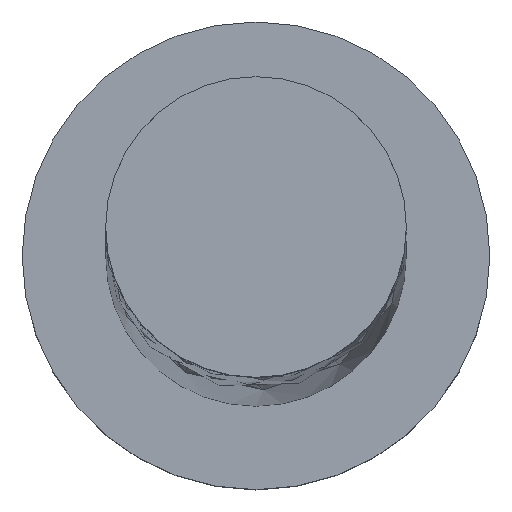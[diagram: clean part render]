
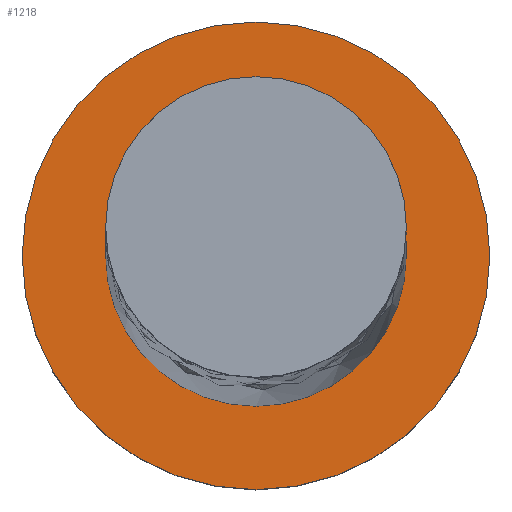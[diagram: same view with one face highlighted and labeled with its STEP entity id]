
A CAD part, top view. The second image highlights one B-rep face of the part: STEP entity #1218.
In plain terms, the highlighted planar face has unit normal (0, 0, 1).
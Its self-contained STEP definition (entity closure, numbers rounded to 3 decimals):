
#27 = AXIS2_PLACEMENT_3D ( 'NONE', #158, #1838, #480 ) ;
#97 = ORIENTED_EDGE ( 'NONE', *, *, #282, .F. ) ;
#158 = CARTESIAN_POINT ( 'NONE',  ( 0., 0., 5. ) ) ;
#230 = DIRECTION ( 'NONE',  ( 1., 0., 0. ) ) ;
#232 = ORIENTED_EDGE ( 'NONE', *, *, #704, .T. ) ;
#282 = EDGE_CURVE ( 'NONE', #982, #719, #641, .T. ) ;
#319 = CARTESIAN_POINT ( 'NONE',  ( 7., 0., 5. ) ) ;
#328 = ORIENTED_EDGE ( 'NONE', *, *, #1244, .T. ) ;
#340 = DIRECTION ( 'NONE',  ( 0., 0., 1. ) ) ;
#348 = FACE_OUTER_BOUND ( 'NONE', #814, .T. ) ;
#425 = CARTESIAN_POINT ( 'NONE',  ( 0., 0., 5. ) ) ;
#457 = CARTESIAN_POINT ( 'NONE',  ( -7., 0., 5. ) ) ;
#471 = CIRCLE ( 'NONE', #1577, 4.5 ) ;
#480 = DIRECTION ( 'NONE',  ( 1., 0., 0. ) ) ;
#506 = CIRCLE ( 'NONE', #1348, 7. ) ;
#514 = EDGE_CURVE ( 'NONE', #719, #982, #471, .T. ) ;
#634 = CIRCLE ( 'NONE', #1104, 7. ) ;
#641 = CIRCLE ( 'NONE', #27, 4.5 ) ;
#644 = PLANE ( 'NONE',  #858 ) ;
#655 = CARTESIAN_POINT ( 'NONE',  ( 0., 0., 5. ) ) ;
#704 = EDGE_CURVE ( 'NONE', #863, #1190, #506, .T. ) ;
#719 = VERTEX_POINT ( 'NONE', #1440 ) ;
#804 = FACE_BOUND ( 'NONE', #1483, .T. ) ;
#814 = EDGE_LOOP ( 'NONE', ( #232, #328 ) ) ;
#858 = AXIS2_PLACEMENT_3D ( 'NONE', #1705, #340, #947 ) ;
#863 = VERTEX_POINT ( 'NONE', #457 ) ;
#947 = DIRECTION ( 'NONE',  ( 1., 0., 0. ) ) ;
#982 = VERTEX_POINT ( 'NONE', #1208 ) ;
#1030 = DIRECTION ( 'NONE',  ( 1., 0., 0. ) ) ;
#1104 = AXIS2_PLACEMENT_3D ( 'NONE', #1551, #1224, #1866 ) ;
#1190 = VERTEX_POINT ( 'NONE', #319 ) ;
#1208 = CARTESIAN_POINT ( 'NONE',  ( -4.5, 0., 5. ) ) ;
#1218 = ADVANCED_FACE ( 'NONE', ( #804, #348 ), #644, .T. ) ;
#1224 = DIRECTION ( 'NONE',  ( 0., 0., 1. ) ) ;
#1244 = EDGE_CURVE ( 'NONE', #1190, #863, #634, .T. ) ;
#1348 = AXIS2_PLACEMENT_3D ( 'NONE', #655, #1868, #230 ) ;
#1440 = CARTESIAN_POINT ( 'NONE',  ( 4.5, 0., 5. ) ) ;
#1483 = EDGE_LOOP ( 'NONE', ( #97, #1555 ) ) ;
#1551 = CARTESIAN_POINT ( 'NONE',  ( 0., 0., 5. ) ) ;
#1555 = ORIENTED_EDGE ( 'NONE', *, *, #514, .F. ) ;
#1577 = AXIS2_PLACEMENT_3D ( 'NONE', #425, #1647, #1030 ) ;
#1647 = DIRECTION ( 'NONE',  ( 0., 0., 1. ) ) ;
#1705 = CARTESIAN_POINT ( 'NONE',  ( 0., 0., 5. ) ) ;
#1838 = DIRECTION ( 'NONE',  ( 0., 0., 1. ) ) ;
#1866 = DIRECTION ( 'NONE',  ( 1., 0., 0. ) ) ;
#1868 = DIRECTION ( 'NONE',  ( 0., 0., 1. ) ) ;
